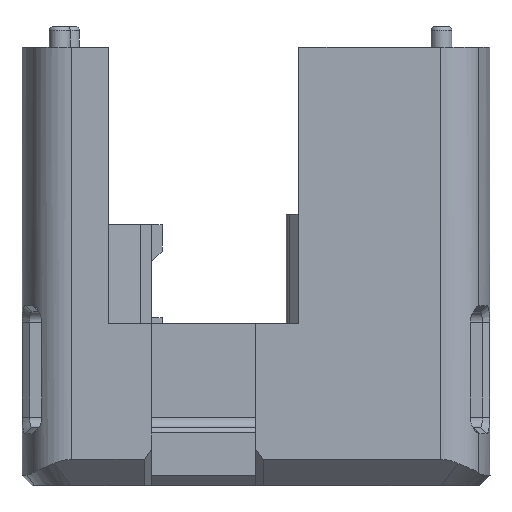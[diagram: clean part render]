
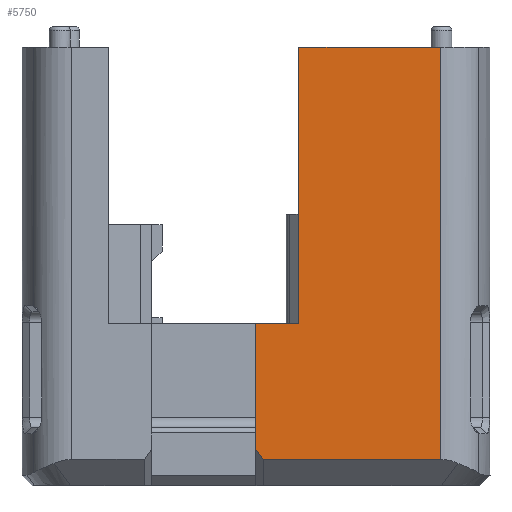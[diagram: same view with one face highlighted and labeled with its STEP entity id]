
A CAD part, left-side view. The second image highlights one B-rep face of the part: STEP entity #5750.
In plain terms, the highlighted planar face has unit normal (-1, 0, 0).
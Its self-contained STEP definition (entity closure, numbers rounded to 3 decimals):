
#382=PLANE('',#6158);
#632=FACE_OUTER_BOUND('',#956,.T.);
#956=EDGE_LOOP('',(#4736,#4737,#4738,#4739,#4740,#4741,#4742));
#1162=LINE('',#7905,#1812);
#1249=LINE('',#8123,#1899);
#1507=LINE('',#8778,#2157);
#1508=LINE('',#8780,#2158);
#1509=LINE('',#8782,#2159);
#1510=LINE('',#8784,#2160);
#1511=LINE('',#8785,#2161);
#1812=VECTOR('',#6415,10.);
#1899=VECTOR('',#6608,10.);
#2157=VECTOR('',#7176,10.);
#2158=VECTOR('',#7177,10.);
#2159=VECTOR('',#7178,10.);
#2160=VECTOR('',#7179,10.);
#2161=VECTOR('',#7180,10.);
#2586=VERTEX_POINT('',#7903);
#2587=VERTEX_POINT('',#7904);
#2665=VERTEX_POINT('',#8122);
#2887=VERTEX_POINT('',#8777);
#2888=VERTEX_POINT('',#8779);
#2889=VERTEX_POINT('',#8781);
#2890=VERTEX_POINT('',#8783);
#3133=EDGE_CURVE('',#2586,#2587,#1162,.T.);
#3243=EDGE_CURVE('',#2665,#2586,#1249,.T.);
#3555=EDGE_CURVE('',#2887,#2587,#1507,.T.);
#3556=EDGE_CURVE('',#2887,#2888,#1508,.T.);
#3557=EDGE_CURVE('',#2889,#2888,#1509,.T.);
#3558=EDGE_CURVE('',#2889,#2890,#1510,.T.);
#3559=EDGE_CURVE('',#2665,#2890,#1511,.T.);
#4736=ORIENTED_EDGE('',*,*,#3133,.T.);
#4737=ORIENTED_EDGE('',*,*,#3555,.F.);
#4738=ORIENTED_EDGE('',*,*,#3556,.T.);
#4739=ORIENTED_EDGE('',*,*,#3557,.F.);
#4740=ORIENTED_EDGE('',*,*,#3558,.T.);
#4741=ORIENTED_EDGE('',*,*,#3559,.F.);
#4742=ORIENTED_EDGE('',*,*,#3243,.T.);
#5750=ADVANCED_FACE('',(#632),#382,.T.);
#6158=AXIS2_PLACEMENT_3D('',#8776,#7174,#7175);
#6415=DIRECTION('',(0.,0.,-1.));
#6608=DIRECTION('',(0.,1.,0.));
#7174=DIRECTION('center_axis',(-1.,0.,0.));
#7175=DIRECTION('ref_axis',(0.,0.,1.));
#7176=DIRECTION('',(0.,-1.,0.));
#7177=DIRECTION('',(0.,0.,-1.));
#7178=DIRECTION('',(0.,0.577,0.816));
#7179=DIRECTION('',(0.,-1.,0.));
#7180=DIRECTION('',(0.,0.,-1.));
#7903=CARTESIAN_POINT('',(-36.5,15.89,17.));
#7904=CARTESIAN_POINT('',(-36.5,15.89,-9.5));
#7905=CARTESIAN_POINT('',(-36.5,15.89,-4.));
#8122=CARTESIAN_POINT('',(-36.5,2.319,17.));
#8123=CARTESIAN_POINT('',(-36.5,0.,17.));
#8776=CARTESIAN_POINT('Origin',(-36.5,0.,-25.));
#8777=CARTESIAN_POINT('',(-36.5,20.,-9.5));
#8778=CARTESIAN_POINT('',(-36.5,20.,-9.5));
#8779=CARTESIAN_POINT('',(-36.5,20.,-21.5));
#8780=CARTESIAN_POINT('',(-36.5,20.,-22.5));
#8781=CARTESIAN_POINT('',(-36.5,19.293,-22.5));
#8782=CARTESIAN_POINT('',(-36.5,15.311,-28.131));
#8783=CARTESIAN_POINT('',(-36.5,2.319,-22.5));
#8784=CARTESIAN_POINT('',(-36.5,10.,-22.5));
#8785=CARTESIAN_POINT('',(-36.5,2.319,21.));
